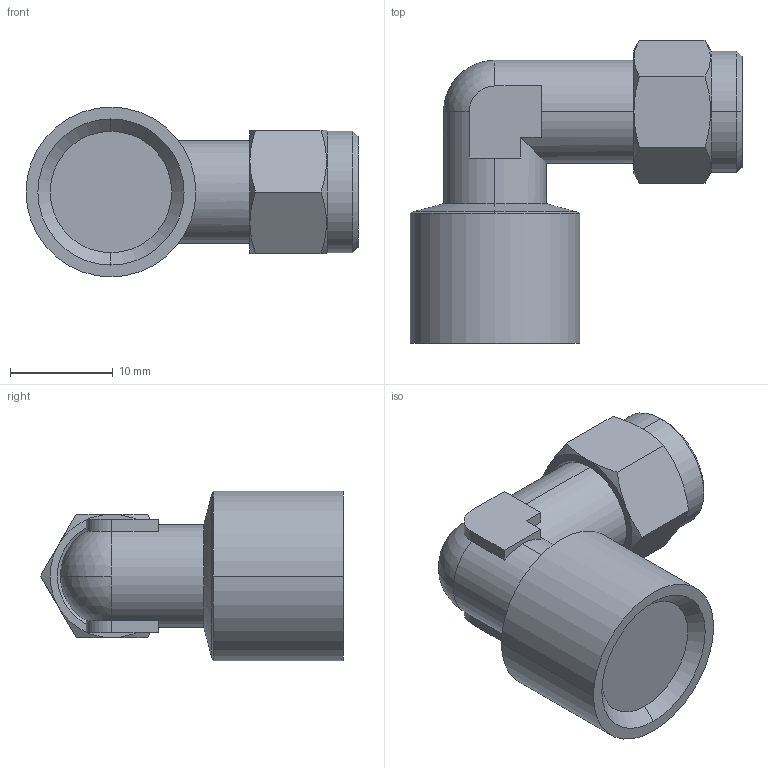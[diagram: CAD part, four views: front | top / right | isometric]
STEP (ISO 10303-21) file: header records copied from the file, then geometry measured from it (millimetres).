
FILE_DESCRIPTION (( 'STEP AP214' ), '1' );
FILE_NAME ('1029000003.step', '2013-02-25T17:14:30', ( '' ), ( '' ), 'SwSTEP 2.0', 'SolidWorks 2012', '' );
FILE_SCHEMA (( 'AUTOMOTIVE_DESIGN' ));
Length unit declared in the file: millimetre
Products named in the file (1): 1029000003
Bounding box: 32.25 x 29.43 x 16.5 mm (x, y, z)
Volume: 5676.4 mm3; surface area: 2372.5 mm2
Topology: 1 solids, 1 shells, 59 faces, 138 edges, 84 vertices
Faces by surface type: plane 25, cone 18, cylinder 12, sphere 2, torus 2
Entity records: 1785 total; most frequent: CARTESIAN_POINT 401, DIRECTION 292, ORIENTED_EDGE 276, EDGE_CURVE 138, AXIS2_PLACEMENT_3D 115, VERTEX_POINT 84, LINE 62, EDGE_LOOP 62
